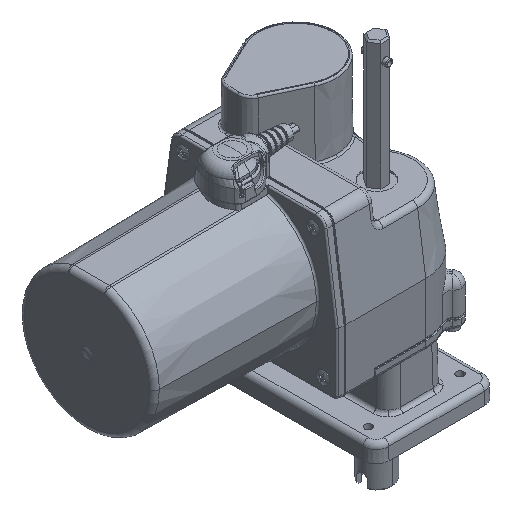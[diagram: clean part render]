
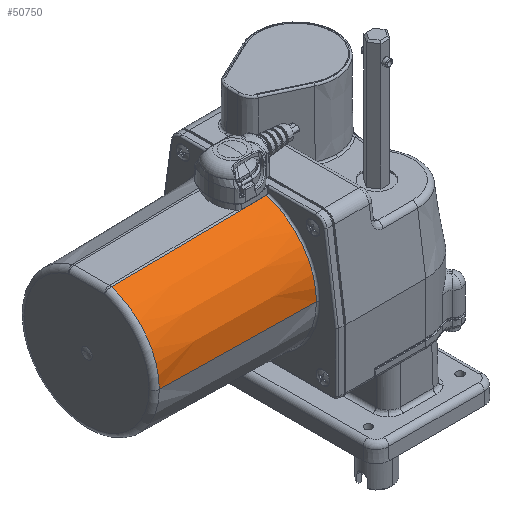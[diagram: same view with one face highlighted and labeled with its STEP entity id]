
A CAD part, isometric view. The second image highlights one B-rep face of the part: STEP entity #50750.
In plain terms, the highlighted conical face has half-angle 1 degrees and reference radius 40.5 mm.
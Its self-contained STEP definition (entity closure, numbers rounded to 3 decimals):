
#29265 = CARTESIAN_POINT ( 'NONE',  ( -140.052, -38.928, 0. ) ) ;
#29266 = CARTESIAN_POINT ( 'NONE',  ( -140.052, -11.196, 37.283 ) ) ;
#29267 = DIRECTION ( 'NONE',  ( 0., -1., 0. ) ) ;
#29268 = DIRECTION ( 'NONE',  ( 1., 0., 0. ) ) ;
#29269 = CARTESIAN_POINT ( 'NONE',  ( -140.052, 0., 0. ) ) ;
#29270 = AXIS2_PLACEMENT_3D ( 'NONE', #29269, #29268, #29267 ) ;
#29271 = DIRECTION ( 'NONE',  ( 0., 1., 0. ) ) ;
#29272 = DIRECTION ( 'NONE',  ( 1., 0., 0. ) ) ;
#29273 = AXIS2_PLACEMENT_3D ( 'NONE', #29275, #29272, #29271 ) ;
#29274 = CIRCLE ( 'NONE', #29270, 38.928 ) ;
#29275 = CARTESIAN_POINT ( 'NONE',  ( -50., 0., 0. ) ) ;
#29276 = CONICAL_SURFACE ( 'NONE', #29273, 40.5, 0.017 ) ;
#29282 = FACE_OUTER_BOUND ( 'NONE', #50752, .T. ) ;
#29336 = DIRECTION ( 'NONE',  ( 1., -0.005, 0.017 ) ) ;
#29337 = VECTOR ( 'NONE', #29336, 1000. ) ;
#29338 = CARTESIAN_POINT ( 'NONE',  ( -50., -11.648, 38.789 ) ) ;
#29339 = LINE ( 'NONE', #29338, #29337 ) ;
#29340 = CARTESIAN_POINT ( 'NONE',  ( -50.983, -11.643, 38.772 ) ) ;
#29341 = DIRECTION ( 'NONE',  ( 0., 1., 0. ) ) ;
#29342 = DIRECTION ( 'NONE',  ( -1., 0., 0. ) ) ;
#29343 = CARTESIAN_POINT ( 'NONE',  ( -50.983, 0., 0. ) ) ;
#29344 = AXIS2_PLACEMENT_3D ( 'NONE', #29343, #29342, #29341 ) ;
#29349 = CIRCLE ( 'NONE', #29344, 40.483 ) ;
#29525 = CARTESIAN_POINT ( 'NONE',  ( -50.983, -40.483, 0. ) ) ;
#29526 = DIRECTION ( 'NONE',  ( 1., -0.017, 0. ) ) ;
#29527 = VECTOR ( 'NONE', #29526, 1000. ) ;
#29528 = CARTESIAN_POINT ( 'NONE',  ( -50., -40.5, 0. ) ) ;
#29529 = LINE ( 'NONE', #29528, #29527 ) ;
#50750 = ADVANCED_FACE ( 'NONE', ( #29282 ), #29276, .T. ) ;
#50752 = EDGE_LOOP ( 'NONE', ( #50753, #51052, #50813, #50821 ) ) ;
#50753 = ORIENTED_EDGE ( 'NONE', *, *, #50755, .T. ) ;
#50755 = EDGE_CURVE ( 'NONE', #50759, #50762, #29274, .T. ) ;
#50759 = VERTEX_POINT ( 'NONE', #29266 ) ;
#50762 = VERTEX_POINT ( 'NONE', #29265 ) ;
#50813 = ORIENTED_EDGE ( 'NONE', *, *, #50816, .T. ) ;
#50816 = EDGE_CURVE ( 'NONE', #51057, #50819, #29349, .T. ) ;
#50819 = VERTEX_POINT ( 'NONE', #29340 ) ;
#50821 = ORIENTED_EDGE ( 'NONE', *, *, #50822, .F. ) ;
#50822 = EDGE_CURVE ( 'NONE', #50759, #50819, #29339, .T. ) ;
#51052 = ORIENTED_EDGE ( 'NONE', *, *, #51055, .T. ) ;
#51055 = EDGE_CURVE ( 'NONE', #50762, #51057, #29529, .T. ) ;
#51057 = VERTEX_POINT ( 'NONE', #29525 ) ;
